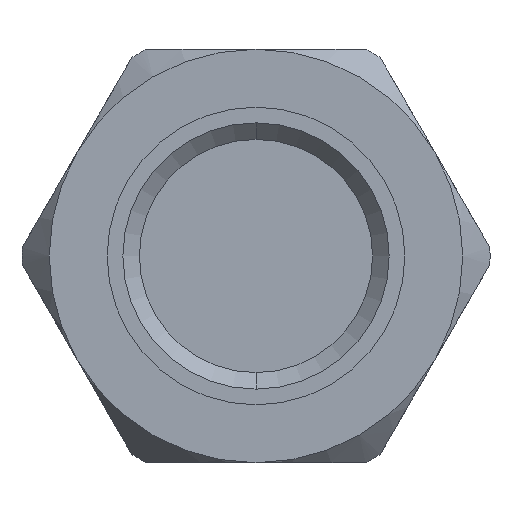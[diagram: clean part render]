
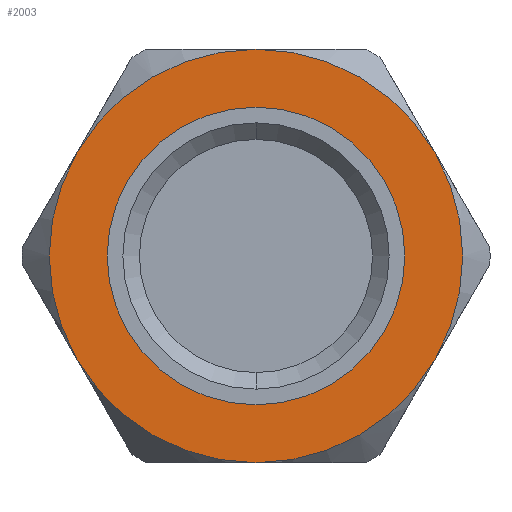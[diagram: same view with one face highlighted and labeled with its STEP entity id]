
A CAD part, left-side view. The second image highlights one B-rep face of the part: STEP entity #2003.
In plain terms, the highlighted planar face has unit normal (-1, 0, 0).
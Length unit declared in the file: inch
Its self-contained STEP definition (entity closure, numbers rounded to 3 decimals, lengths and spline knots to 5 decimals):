
#57 = FACE_BOUND ( 'NONE', #456, .T. ) ;
#89 = CIRCLE ( 'NONE', #1632, 0.125 ) ;
#104 = DIRECTION ( 'NONE',  ( -1., 0., 0. ) ) ;
#105 = VERTEX_POINT ( 'NONE', #1356 ) ;
#135 = VERTEX_POINT ( 'NONE', #213 ) ;
#155 = ORIENTED_EDGE ( 'NONE', *, *, #426, .T. ) ;
#213 = CARTESIAN_POINT ( 'NONE',  ( 0.367, 0., -0.125 ) ) ;
#224 = VERTEX_POINT ( 'NONE', #513 ) ;
#251 = CARTESIAN_POINT ( 'NONE',  ( 0.367, 0., 0. ) ) ;
#369 = CIRCLE ( 'NONE', #1417, 0.125 ) ;
#375 = ORIENTED_EDGE ( 'NONE', *, *, #1073, .T. ) ;
#426 = EDGE_CURVE ( 'NONE', #2848, #2909, #1837, .T. ) ;
#456 = EDGE_LOOP ( 'NONE', ( #1522, #3054 ) ) ;
#513 = CARTESIAN_POINT ( 'NONE',  ( 0.367, 0., -0.09 ) ) ;
#517 = DIRECTION ( 'NONE',  ( 0., 0., 1. ) ) ;
#542 = DIRECTION ( 'NONE',  ( 0., 0., 1. ) ) ;
#617 = CIRCLE ( 'NONE', #3310, 0.125 ) ;
#648 = DIRECTION ( 'NONE',  ( -1., 0., 0. ) ) ;
#730 = CIRCLE ( 'NONE', #1832, 0.125 ) ;
#733 = CARTESIAN_POINT ( 'NONE',  ( 0.367, 0., 0. ) ) ;
#762 = AXIS2_PLACEMENT_3D ( 'NONE', #251, #2416, #1564 ) ;
#818 = EDGE_CURVE ( 'NONE', #135, #2717, #2980, .T. ) ;
#830 = VERTEX_POINT ( 'NONE', #2492 ) ;
#844 = CARTESIAN_POINT ( 'NONE',  ( 0.367, -0.10825, -0.0625 ) ) ;
#1032 = EDGE_CURVE ( 'NONE', #830, #224, #2580, .T. ) ;
#1073 = EDGE_CURVE ( 'NONE', #2198, #2848, #730, .T. ) ;
#1117 = CARTESIAN_POINT ( 'NONE',  ( 0.367, 0., 0. ) ) ;
#1215 = DIRECTION ( 'NONE',  ( 0., 0., 1. ) ) ;
#1278 = DIRECTION ( 'NONE',  ( -1., 0., 0. ) ) ;
#1356 = CARTESIAN_POINT ( 'NONE',  ( 0.367, 0.10825, -0.0625 ) ) ;
#1398 = EDGE_LOOP ( 'NONE', ( #375, #155, #2799, #1446, #1940, #3302 ) ) ;
#1408 = CARTESIAN_POINT ( 'NONE',  ( 0.367, 0., 0. ) ) ;
#1417 = AXIS2_PLACEMENT_3D ( 'NONE', #2862, #1278, #2898 ) ;
#1439 = DIRECTION ( 'NONE',  ( 0., 0., 1. ) ) ;
#1446 = ORIENTED_EDGE ( 'NONE', *, *, #1575, .T. ) ;
#1471 = CIRCLE ( 'NONE', #762, 0.09 ) ;
#1522 = ORIENTED_EDGE ( 'NONE', *, *, #1032, .F. ) ;
#1529 = DIRECTION ( 'NONE',  ( 0., 0., 1. ) ) ;
#1564 = DIRECTION ( 'NONE',  ( 0., 0., 1. ) ) ;
#1573 = AXIS2_PLACEMENT_3D ( 'NONE', #1117, #1709, #2796 ) ;
#1575 = EDGE_CURVE ( 'NONE', #105, #135, #617, .T. ) ;
#1623 = CARTESIAN_POINT ( 'NONE',  ( 0.367, 0., 0. ) ) ;
#1632 = AXIS2_PLACEMENT_3D ( 'NONE', #733, #1835, #1529 ) ;
#1709 = DIRECTION ( 'NONE',  ( -1., 0., 0. ) ) ;
#1711 = CARTESIAN_POINT ( 'NONE',  ( 0.367, 0.10825, 0.0625 ) ) ;
#1722 = CARTESIAN_POINT ( 'NONE',  ( 0.367, 0., 0. ) ) ;
#1832 = AXIS2_PLACEMENT_3D ( 'NONE', #2436, #2418, #542 ) ;
#1835 = DIRECTION ( 'NONE',  ( -1., 0., 0. ) ) ;
#1837 = CIRCLE ( 'NONE', #3311, 0.125 ) ;
#1940 = ORIENTED_EDGE ( 'NONE', *, *, #818, .T. ) ;
#2003 = ADVANCED_FACE ( 'NONE', ( #57, #2229 ), #3312, .T. ) ;
#2198 = VERTEX_POINT ( 'NONE', #3067 ) ;
#2221 = DIRECTION ( 'NONE',  ( 0., 0., 1. ) ) ;
#2229 = FACE_OUTER_BOUND ( 'NONE', #1398, .T. ) ;
#2263 = EDGE_CURVE ( 'NONE', #2717, #2198, #89, .T. ) ;
#2416 = DIRECTION ( 'NONE',  ( -1., 0., 0. ) ) ;
#2418 = DIRECTION ( 'NONE',  ( -1., 0., 0. ) ) ;
#2436 = CARTESIAN_POINT ( 'NONE',  ( 0.367, 0., 0. ) ) ;
#2454 = CARTESIAN_POINT ( 'NONE',  ( 0.367, 0., 0.125 ) ) ;
#2492 = CARTESIAN_POINT ( 'NONE',  ( 0.367, 0., 0.09 ) ) ;
#2496 = CARTESIAN_POINT ( 'NONE',  ( 0.367, 0., 0. ) ) ;
#2580 = CIRCLE ( 'NONE', #3030, 0.09 ) ;
#2713 = DIRECTION ( 'NONE',  ( -1., 0., 0. ) ) ;
#2717 = VERTEX_POINT ( 'NONE', #844 ) ;
#2796 = DIRECTION ( 'NONE',  ( 0., 0., 1. ) ) ;
#2799 = ORIENTED_EDGE ( 'NONE', *, *, #3429, .T. ) ;
#2832 = DIRECTION ( 'NONE',  ( -1., 0., 0. ) ) ;
#2848 = VERTEX_POINT ( 'NONE', #2454 ) ;
#2862 = CARTESIAN_POINT ( 'NONE',  ( 0.367, 0., 0. ) ) ;
#2898 = DIRECTION ( 'NONE',  ( 0., 0., 1. ) ) ;
#2909 = VERTEX_POINT ( 'NONE', #1711 ) ;
#2980 = CIRCLE ( 'NONE', #3040, 0.125 ) ;
#3030 = AXIS2_PLACEMENT_3D ( 'NONE', #1722, #2832, #1215 ) ;
#3040 = AXIS2_PLACEMENT_3D ( 'NONE', #1408, #648, #1439 ) ;
#3054 = ORIENTED_EDGE ( 'NONE', *, *, #3180, .F. ) ;
#3067 = CARTESIAN_POINT ( 'NONE',  ( 0.367, -0.10825, 0.0625 ) ) ;
#3180 = EDGE_CURVE ( 'NONE', #224, #830, #1471, .T. ) ;
#3302 = ORIENTED_EDGE ( 'NONE', *, *, #2263, .T. ) ;
#3310 = AXIS2_PLACEMENT_3D ( 'NONE', #1623, #2713, #517 ) ;
#3311 = AXIS2_PLACEMENT_3D ( 'NONE', #2496, #104, #2221 ) ;
#3312 = PLANE ( 'NONE',  #1573 ) ;
#3429 = EDGE_CURVE ( 'NONE', #2909, #105, #369, .T. ) ;
